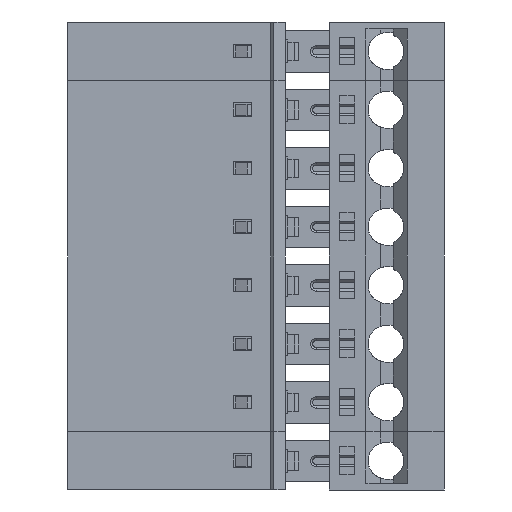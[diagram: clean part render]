
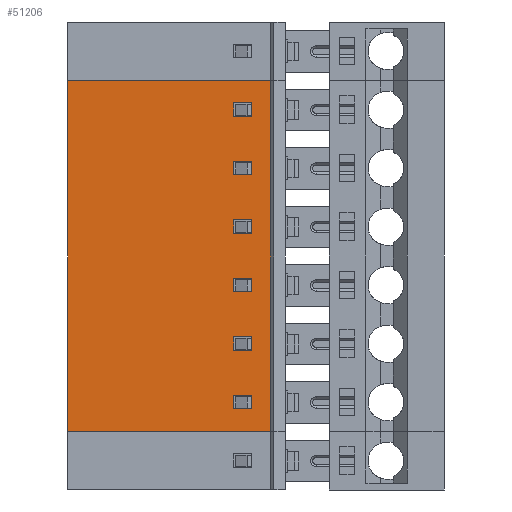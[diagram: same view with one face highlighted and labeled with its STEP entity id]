
A CAD part, left-side view. The second image highlights one B-rep face of the part: STEP entity #51206.
In plain terms, the highlighted planar face has unit normal (-1, 0, 0).
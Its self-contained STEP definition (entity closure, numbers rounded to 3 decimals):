
#2062=ORIENTED_EDGE('',*,*,#12933,.T.);
#2063=ORIENTED_EDGE('',*,*,#12098,.T.);
#2064=ORIENTED_EDGE('',*,*,#12934,.F.);
#2065=ORIENTED_EDGE('',*,*,#12935,.F.);
#2066=ORIENTED_EDGE('',*,*,#12936,.T.);
#2067=ORIENTED_EDGE('',*,*,#12937,.T.);
#2068=ORIENTED_EDGE('',*,*,#12938,.T.);
#2069=ORIENTED_EDGE('',*,*,#12939,.T.);
#2070=ORIENTED_EDGE('',*,*,#12940,.T.);
#2071=ORIENTED_EDGE('',*,*,#12941,.T.);
#2072=ORIENTED_EDGE('',*,*,#12942,.T.);
#2073=ORIENTED_EDGE('',*,*,#12943,.T.);
#2074=ORIENTED_EDGE('',*,*,#12944,.T.);
#2075=ORIENTED_EDGE('',*,*,#12945,.T.);
#2076=ORIENTED_EDGE('',*,*,#12946,.T.);
#2077=ORIENTED_EDGE('',*,*,#12947,.T.);
#2078=ORIENTED_EDGE('',*,*,#12948,.T.);
#2079=ORIENTED_EDGE('',*,*,#12949,.T.);
#2080=ORIENTED_EDGE('',*,*,#12950,.T.);
#2081=ORIENTED_EDGE('',*,*,#12951,.T.);
#2082=ORIENTED_EDGE('',*,*,#12952,.T.);
#2083=ORIENTED_EDGE('',*,*,#12953,.T.);
#2084=ORIENTED_EDGE('',*,*,#12954,.T.);
#2085=ORIENTED_EDGE('',*,*,#12955,.T.);
#2086=ORIENTED_EDGE('',*,*,#12956,.T.);
#2087=ORIENTED_EDGE('',*,*,#12957,.T.);
#2088=ORIENTED_EDGE('',*,*,#12958,.T.);
#2089=ORIENTED_EDGE('',*,*,#12959,.T.);
#12098=EDGE_CURVE('',#17797,#17808,#21476,.T.);
#12933=EDGE_CURVE('',#18421,#17797,#22232,.T.);
#12934=EDGE_CURVE('',#18422,#17808,#22233,.T.);
#12935=EDGE_CURVE('',#18421,#18422,#22234,.T.);
#12936=EDGE_CURVE('',#18423,#18424,#22235,.T.);
#12937=EDGE_CURVE('',#18424,#18425,#22236,.T.);
#12938=EDGE_CURVE('',#18425,#18426,#22237,.T.);
#12939=EDGE_CURVE('',#18426,#18423,#22238,.T.);
#12940=EDGE_CURVE('',#18427,#18428,#22239,.T.);
#12941=EDGE_CURVE('',#18428,#18429,#22240,.T.);
#12942=EDGE_CURVE('',#18429,#18430,#22241,.T.);
#12943=EDGE_CURVE('',#18430,#18427,#22242,.T.);
#12944=EDGE_CURVE('',#18431,#18432,#22243,.T.);
#12945=EDGE_CURVE('',#18432,#18433,#22244,.T.);
#12946=EDGE_CURVE('',#18433,#18434,#22245,.T.);
#12947=EDGE_CURVE('',#18434,#18431,#22246,.T.);
#12948=EDGE_CURVE('',#18435,#18436,#22247,.T.);
#12949=EDGE_CURVE('',#18436,#18437,#22248,.T.);
#12950=EDGE_CURVE('',#18437,#18438,#22249,.T.);
#12951=EDGE_CURVE('',#18438,#18435,#22250,.T.);
#12952=EDGE_CURVE('',#18439,#18440,#22251,.T.);
#12953=EDGE_CURVE('',#18440,#18441,#22252,.T.);
#12954=EDGE_CURVE('',#18441,#18442,#22253,.T.);
#12955=EDGE_CURVE('',#18442,#18439,#22254,.T.);
#12956=EDGE_CURVE('',#18443,#18444,#22255,.T.);
#12957=EDGE_CURVE('',#18444,#18445,#22256,.T.);
#12958=EDGE_CURVE('',#18445,#18446,#22257,.T.);
#12959=EDGE_CURVE('',#18446,#18443,#22258,.T.);
#17797=VERTEX_POINT('',#65258);
#17808=VERTEX_POINT('',#65280);
#18421=VERTEX_POINT('',#66933);
#18422=VERTEX_POINT('',#66935);
#18423=VERTEX_POINT('',#66938);
#18424=VERTEX_POINT('',#66939);
#18425=VERTEX_POINT('',#66941);
#18426=VERTEX_POINT('',#66943);
#18427=VERTEX_POINT('',#66946);
#18428=VERTEX_POINT('',#66947);
#18429=VERTEX_POINT('',#66949);
#18430=VERTEX_POINT('',#66951);
#18431=VERTEX_POINT('',#66954);
#18432=VERTEX_POINT('',#66955);
#18433=VERTEX_POINT('',#66957);
#18434=VERTEX_POINT('',#66959);
#18435=VERTEX_POINT('',#66962);
#18436=VERTEX_POINT('',#66963);
#18437=VERTEX_POINT('',#66965);
#18438=VERTEX_POINT('',#66967);
#18439=VERTEX_POINT('',#66970);
#18440=VERTEX_POINT('',#66971);
#18441=VERTEX_POINT('',#66973);
#18442=VERTEX_POINT('',#66975);
#18443=VERTEX_POINT('',#66978);
#18444=VERTEX_POINT('',#66979);
#18445=VERTEX_POINT('',#66981);
#18446=VERTEX_POINT('',#66983);
#21476=LINE('',#65281,#26722);
#22232=LINE('',#66932,#27478);
#22233=LINE('',#66934,#27479);
#22234=LINE('',#66936,#27480);
#22235=LINE('',#66937,#27481);
#22236=LINE('',#66940,#27482);
#22237=LINE('',#66942,#27483);
#22238=LINE('',#66944,#27484);
#22239=LINE('',#66945,#27485);
#22240=LINE('',#66948,#27486);
#22241=LINE('',#66950,#27487);
#22242=LINE('',#66952,#27488);
#22243=LINE('',#66953,#27489);
#22244=LINE('',#66956,#27490);
#22245=LINE('',#66958,#27491);
#22246=LINE('',#66960,#27492);
#22247=LINE('',#66961,#27493);
#22248=LINE('',#66964,#27494);
#22249=LINE('',#66966,#27495);
#22250=LINE('',#66968,#27496);
#22251=LINE('',#66969,#27497);
#22252=LINE('',#66972,#27498);
#22253=LINE('',#66974,#27499);
#22254=LINE('',#66976,#27500);
#22255=LINE('',#66977,#27501);
#22256=LINE('',#66980,#27502);
#22257=LINE('',#66982,#27503);
#22258=LINE('',#66984,#27504);
#26722=VECTOR('',#55295,1000.);
#27478=VECTOR('',#56617,1000.);
#27479=VECTOR('',#56618,1000.);
#27480=VECTOR('',#56619,1000.);
#27481=VECTOR('',#56620,1000.);
#27482=VECTOR('',#56621,1000.);
#27483=VECTOR('',#56622,1000.);
#27484=VECTOR('',#56623,1000.);
#27485=VECTOR('',#56624,1000.);
#27486=VECTOR('',#56625,1000.);
#27487=VECTOR('',#56626,1000.);
#27488=VECTOR('',#56627,1000.);
#27489=VECTOR('',#56628,1000.);
#27490=VECTOR('',#56629,1000.);
#27491=VECTOR('',#56630,1000.);
#27492=VECTOR('',#56631,1000.);
#27493=VECTOR('',#56632,1000.);
#27494=VECTOR('',#56633,1000.);
#27495=VECTOR('',#56634,1000.);
#27496=VECTOR('',#56635,1000.);
#27497=VECTOR('',#56636,1000.);
#27498=VECTOR('',#56637,1000.);
#27499=VECTOR('',#56638,1000.);
#27500=VECTOR('',#56639,1000.);
#27501=VECTOR('',#56640,1000.);
#27502=VECTOR('',#56641,1000.);
#27503=VECTOR('',#56642,1000.);
#27504=VECTOR('',#56643,1000.);
#32192=EDGE_LOOP('',(#2062,#2063,#2064,#2065));
#32193=EDGE_LOOP('',(#2066,#2067,#2068,#2069));
#32194=EDGE_LOOP('',(#2070,#2071,#2072,#2073));
#32195=EDGE_LOOP('',(#2074,#2075,#2076,#2077));
#32196=EDGE_LOOP('',(#2078,#2079,#2080,#2081));
#32197=EDGE_LOOP('',(#2082,#2083,#2084,#2085));
#32198=EDGE_LOOP('',(#2086,#2087,#2088,#2089));
#34216=FACE_BOUND('',#32192,.T.);
#34217=FACE_BOUND('',#32193,.T.);
#34218=FACE_BOUND('',#32194,.T.);
#34219=FACE_BOUND('',#32195,.T.);
#34220=FACE_BOUND('',#32196,.T.);
#34221=FACE_BOUND('',#32197,.T.);
#34222=FACE_BOUND('',#32198,.T.);
#36186=PLANE('',#53195);
#51206=ADVANCED_FACE('',(#34216,#34217,#34218,#34219,#34220,#34221,#34222),
#36186,.F.);
#53195=AXIS2_PLACEMENT_3D('',#66931,#56615,#56616);
#55295=DIRECTION('',(0.,-1.,0.));
#56615=DIRECTION('',(1.,0.,0.));
#56616=DIRECTION('',(0.,-1.,0.));
#56617=DIRECTION('',(0.,0.,-1.));
#56618=DIRECTION('',(0.,0.,-1.));
#56619=DIRECTION('',(0.,-1.,0.));
#56620=DIRECTION('',(0.,-1.,0.));
#56621=DIRECTION('',(0.,0.,-1.));
#56622=DIRECTION('',(0.,1.,0.));
#56623=DIRECTION('',(0.,0.,1.));
#56624=DIRECTION('',(0.,-1.,0.));
#56625=DIRECTION('',(0.,0.,-1.));
#56626=DIRECTION('',(0.,1.,0.));
#56627=DIRECTION('',(0.,0.,1.));
#56628=DIRECTION('',(0.,-1.,0.));
#56629=DIRECTION('',(0.,0.,-1.));
#56630=DIRECTION('',(0.,1.,0.));
#56631=DIRECTION('',(0.,0.,1.));
#56632=DIRECTION('',(0.,-1.,0.));
#56633=DIRECTION('',(0.,0.,-1.));
#56634=DIRECTION('',(0.,1.,0.));
#56635=DIRECTION('',(0.,0.,1.));
#56636=DIRECTION('',(0.,-1.,0.));
#56637=DIRECTION('',(0.,0.,-1.));
#56638=DIRECTION('',(0.,1.,0.));
#56639=DIRECTION('',(0.,0.,1.));
#56640=DIRECTION('',(0.,-1.,0.));
#56641=DIRECTION('',(0.,0.,-1.));
#56642=DIRECTION('',(0.,1.,0.));
#56643=DIRECTION('',(0.,0.,1.));
#65258=CARTESIAN_POINT('',(-3.4,0.,0.));
#65280=CARTESIAN_POINT('',(-3.4,-8.816,0.));
#65281=CARTESIAN_POINT('',(-3.4,0.,0.));
#66931=CARTESIAN_POINT('',(-3.4,-9.45,5.08));
#66932=CARTESIAN_POINT('',(-3.4,0.,5.08));
#66933=CARTESIAN_POINT('',(-3.4,0.,15.24));
#66934=CARTESIAN_POINT('',(-3.4,-8.816,5.08));
#66935=CARTESIAN_POINT('',(-3.4,-8.816,15.24));
#66936=CARTESIAN_POINT('',(-3.4,-9.45,15.24));
#66937=CARTESIAN_POINT('',(-3.4,-9.45,1.578));
#66938=CARTESIAN_POINT('',(-3.4,-7.2,1.578));
#66939=CARTESIAN_POINT('',(-3.4,-8.,1.578));
#66940=CARTESIAN_POINT('',(-3.4,-8.,2.54));
#66941=CARTESIAN_POINT('',(-3.4,-8.,0.978));
#66942=CARTESIAN_POINT('',(-3.4,-9.45,0.978));
#66943=CARTESIAN_POINT('',(-3.4,-7.2,0.978));
#66944=CARTESIAN_POINT('',(-3.4,-7.2,2.54));
#66945=CARTESIAN_POINT('',(-3.4,-9.45,4.118));
#66946=CARTESIAN_POINT('',(-3.4,-7.2,4.118));
#66947=CARTESIAN_POINT('',(-3.4,-8.,4.118));
#66948=CARTESIAN_POINT('',(-3.4,-8.,5.08));
#66949=CARTESIAN_POINT('',(-3.4,-8.,3.518));
#66950=CARTESIAN_POINT('',(-3.4,-9.45,3.518));
#66951=CARTESIAN_POINT('',(-3.4,-7.2,3.518));
#66952=CARTESIAN_POINT('',(-3.4,-7.2,5.08));
#66953=CARTESIAN_POINT('',(-3.4,-9.45,6.658));
#66954=CARTESIAN_POINT('',(-3.4,-7.2,6.658));
#66955=CARTESIAN_POINT('',(-3.4,-8.,6.658));
#66956=CARTESIAN_POINT('',(-3.4,-8.,7.62));
#66957=CARTESIAN_POINT('',(-3.4,-8.,6.058));
#66958=CARTESIAN_POINT('',(-3.4,-9.45,6.058));
#66959=CARTESIAN_POINT('',(-3.4,-7.2,6.058));
#66960=CARTESIAN_POINT('',(-3.4,-7.2,7.62));
#66961=CARTESIAN_POINT('',(-3.4,-9.45,9.198));
#66962=CARTESIAN_POINT('',(-3.4,-7.2,9.198));
#66963=CARTESIAN_POINT('',(-3.4,-8.,9.198));
#66964=CARTESIAN_POINT('',(-3.4,-8.,10.16));
#66965=CARTESIAN_POINT('',(-3.4,-8.,8.598));
#66966=CARTESIAN_POINT('',(-3.4,-9.45,8.598));
#66967=CARTESIAN_POINT('',(-3.4,-7.2,8.598));
#66968=CARTESIAN_POINT('',(-3.4,-7.2,10.16));
#66969=CARTESIAN_POINT('',(-3.4,-9.45,11.738));
#66970=CARTESIAN_POINT('',(-3.4,-7.2,11.738));
#66971=CARTESIAN_POINT('',(-3.4,-8.,11.738));
#66972=CARTESIAN_POINT('',(-3.4,-8.,12.7));
#66973=CARTESIAN_POINT('',(-3.4,-8.,11.138));
#66974=CARTESIAN_POINT('',(-3.4,-9.45,11.138));
#66975=CARTESIAN_POINT('',(-3.4,-7.2,11.138));
#66976=CARTESIAN_POINT('',(-3.4,-7.2,12.7));
#66977=CARTESIAN_POINT('',(-3.4,-9.45,14.278));
#66978=CARTESIAN_POINT('',(-3.4,-7.2,14.278));
#66979=CARTESIAN_POINT('',(-3.4,-8.,14.278));
#66980=CARTESIAN_POINT('',(-3.4,-8.,15.24));
#66981=CARTESIAN_POINT('',(-3.4,-8.,13.678));
#66982=CARTESIAN_POINT('',(-3.4,-9.45,13.678));
#66983=CARTESIAN_POINT('',(-3.4,-7.2,13.678));
#66984=CARTESIAN_POINT('',(-3.4,-7.2,15.24));
